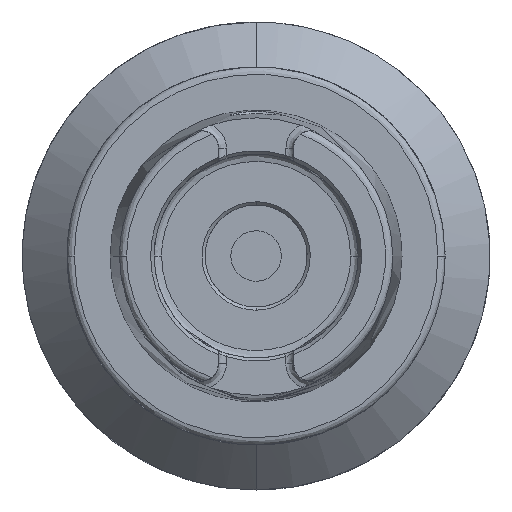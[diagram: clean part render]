
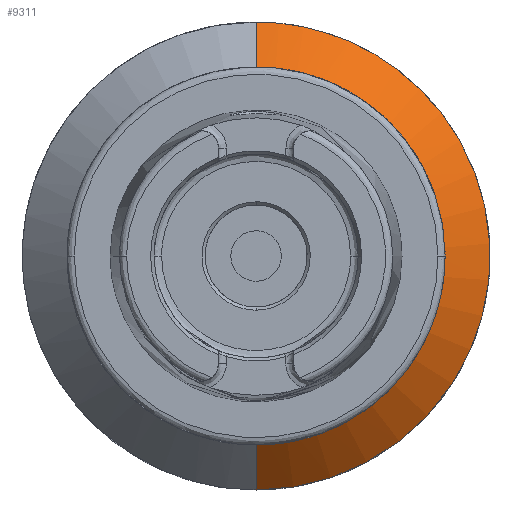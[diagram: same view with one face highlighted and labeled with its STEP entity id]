
A CAD part, left-side view. The second image highlights one B-rep face of the part: STEP entity #9311.
In plain terms, the highlighted free-form (B-spline) face has degree [1, 3] with [2, 4] control points.
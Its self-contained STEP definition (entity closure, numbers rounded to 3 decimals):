
#627 = ORIENTED_EDGE ( 'NONE', *, *, #8711, .T. ) ;
#659 = B_SPLINE_CURVE_WITH_KNOTS ( 'NONE', 1,
 ( #9094, #17631 ),
 .UNSPECIFIED., .F., .F.,
 ( 2, 2 ),
 ( -1., 0. ),
 .UNSPECIFIED. ) ;
#3207 = VERTEX_POINT ( 'NONE', #15580 ) ;
#3609 = CARTESIAN_POINT ( 'NONE',  ( 65.05, 0., -39. ) ) ;
#3629 = CARTESIAN_POINT ( 'NONE',  ( 53.979, 0., 27.929 ) ) ;
#4294 = ORIENTED_EDGE ( 'NONE', *, *, #14919, .T. ) ;
#5102 = CARTESIAN_POINT ( 'NONE',  ( 53.979, -55.858, 27.929 ) ) ;
#6497 = CARTESIAN_POINT ( 'NONE',  ( 53.979, 0., -27.929 ) ) ;
#6596 = EDGE_CURVE ( 'NONE', #3207, #13842, #9363, .T. ) ;
#7187 = CARTESIAN_POINT ( 'NONE',  ( 65.05, 0., 39. ) ) ;
#7901 = CARTESIAN_POINT ( 'NONE',  ( 65.05, -78., 39. ) ) ;
#8026 = B_SPLINE_CURVE_WITH_KNOTS ( 'NONE', 1,
 ( #8482, #12969 ),
 .UNSPECIFIED., .F., .F.,
 ( 2, 2 ),
 ( -1., 0. ),
 .UNSPECIFIED. ) ;
#8104 = CARTESIAN_POINT ( 'NONE',  ( 65.05, -78., 39. ) ) ;
#8317 = VERTEX_POINT ( 'NONE', #3629 ) ;
#8482 = CARTESIAN_POINT ( 'NONE',  ( 65.05, 0., 39. ) ) ;
#8711 = EDGE_CURVE ( 'NONE', #13842, #8317, #8026, .T. ) ;
#8815 = CARTESIAN_POINT ( 'NONE',  ( 53.979, 0., -27.929 ) ) ;
#8847 = EDGE_CURVE ( 'NONE', #13350, #8317, #13516, .T. ) ;
#9094 = CARTESIAN_POINT ( 'NONE',  ( 53.979, 0., -27.929 ) ) ;
#9122 = CARTESIAN_POINT ( 'NONE',  ( 53.979, -55.858, -27.929 ) ) ;
#9180 = CARTESIAN_POINT ( 'NONE',  ( 53.979, 0., 27.929 ) ) ;
#9311 = ADVANCED_FACE ( 'NONE', ( #16326 ), #9462, .F. ) ;
#9318 = CARTESIAN_POINT ( 'NONE',  ( 65.05, 0., -39. ) ) ;
#9349 = CARTESIAN_POINT ( 'NONE',  ( 65.05, -78., -39. ) ) ;
#9363 =( BOUNDED_CURVE ( )  B_SPLINE_CURVE ( 3, ( #3609, #9349, #8104, #17901 ),
 .UNSPECIFIED., .F., .F. ) 
 B_SPLINE_CURVE_WITH_KNOTS ( ( 4, 4 ),
 ( -3.142, 0. ),
 .UNSPECIFIED. ) 
 CURVE ( )  GEOMETRIC_REPRESENTATION_ITEM ( )  RATIONAL_B_SPLINE_CURVE ( ( 1., 0.333, 0.333, 1. ) ) 
 REPRESENTATION_ITEM ( '' )  );
#9462 =( BOUNDED_SURFACE ( )  B_SPLINE_SURFACE ( 1, 3, ( 
 ( #13432, #5102, #14873, #6497 ),
 ( #16280, #7901, #17693, #9318 ) ),
 .UNSPECIFIED., .F., .F., .F. ) 
 B_SPLINE_SURFACE_WITH_KNOTS ( ( 2, 2 ),
 ( 4, 4 ),
 ( 0., 1. ),
 ( 0., 1. ),
 .UNSPECIFIED. ) 
 GEOMETRIC_REPRESENTATION_ITEM ( )  RATIONAL_B_SPLINE_SURFACE ( (
 ( 1., 0.333, 0.333, 1.),
 ( 1., 0.333, 0.333, 1.) ) ) 
 REPRESENTATION_ITEM ( '' )  SURFACE ( )  );
#9814 = EDGE_LOOP ( 'NONE', ( #10272, #4294, #16933, #627 ) ) ;
#10272 = ORIENTED_EDGE ( 'NONE', *, *, #8847, .F. ) ;
#12969 = CARTESIAN_POINT ( 'NONE',  ( 53.979, 0., 27.929 ) ) ;
#13350 = VERTEX_POINT ( 'NONE', #8815 ) ;
#13432 = CARTESIAN_POINT ( 'NONE',  ( 53.979, 0., 27.929 ) ) ;
#13516 =( BOUNDED_CURVE ( )  B_SPLINE_CURVE ( 3, ( #16140, #9122, #17542, #9180 ),
 .UNSPECIFIED., .F., .F. ) 
 B_SPLINE_CURVE_WITH_KNOTS ( ( 4, 4 ),
 ( 0., 3.142 ),
 .UNSPECIFIED. ) 
 CURVE ( )  GEOMETRIC_REPRESENTATION_ITEM ( )  RATIONAL_B_SPLINE_CURVE ( ( 0.978, 0.326, 0.326, 0.978 ) ) 
 REPRESENTATION_ITEM ( '' )  );
#13842 = VERTEX_POINT ( 'NONE', #7187 ) ;
#14873 = CARTESIAN_POINT ( 'NONE',  ( 53.979, -55.858, -27.929 ) ) ;
#14919 = EDGE_CURVE ( 'NONE', #13350, #3207, #659, .T. ) ;
#15580 = CARTESIAN_POINT ( 'NONE',  ( 65.05, 0., -39. ) ) ;
#16140 = CARTESIAN_POINT ( 'NONE',  ( 53.979, 0., -27.929 ) ) ;
#16280 = CARTESIAN_POINT ( 'NONE',  ( 65.05, 0., 39. ) ) ;
#16326 = FACE_OUTER_BOUND ( 'NONE', #9814, .T. ) ;
#16933 = ORIENTED_EDGE ( 'NONE', *, *, #6596, .T. ) ;
#17542 = CARTESIAN_POINT ( 'NONE',  ( 53.979, -55.858, 27.929 ) ) ;
#17631 = CARTESIAN_POINT ( 'NONE',  ( 65.05, 0., -39. ) ) ;
#17693 = CARTESIAN_POINT ( 'NONE',  ( 65.05, -78., -39. ) ) ;
#17901 = CARTESIAN_POINT ( 'NONE',  ( 65.05, 0., 39. ) ) ;
